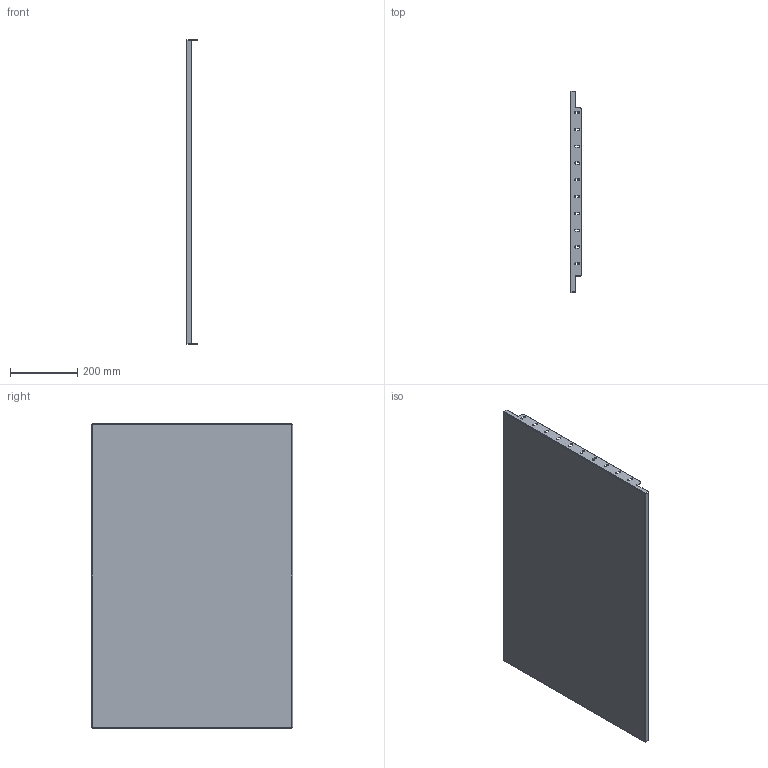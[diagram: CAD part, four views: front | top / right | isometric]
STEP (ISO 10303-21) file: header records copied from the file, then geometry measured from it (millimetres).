
FILE_DESCRIPTION (( 'STEP AP214' ), '1' );
FILE_NAME ('YKM40D-FO-VSS-060-100 FORMAT Ïàíåëü áîêîâàÿ ðàçäåëèòåëüíàÿ 600õ1000ìì (2øò_êîìïë) IEK.STEP', '2022-05-31T07:20:54', ( '' ), ( '' ), 'SwSTEP 2.0', 'SolidWorks 2017', '' );
FILE_SCHEMA (( 'AUTOMOTIVE_DESIGN' ));
Length unit declared in the file: millimetre
Products named in the file (1): YKM40D-FO-VSS-060-100 FORMAT Ïàíåëü áîêîâàÿ ðàçäåëèòåëüíàÿ 600õ1000ìì (2øò_êîìïë) IEK
Bounding box: 35 x 599 x 907 mm (x, y, z)
Volume: 899242.4 mm3; surface area: 1204911.5 mm2
Topology: 1 solids, 1 shells, 150 faces, 412 edges, 264 vertices
Faces by surface type: cylinder 72, plane 70, bspline 8
Entity records: 5046 total; most frequent: CARTESIAN_POINT 1091, ORIENTED_EDGE 824, DIRECTION 810, EDGE_CURVE 412, AXIS2_PLACEMENT_3D 271, LINE 268, VECTOR 268, VERTEX_POINT 264
